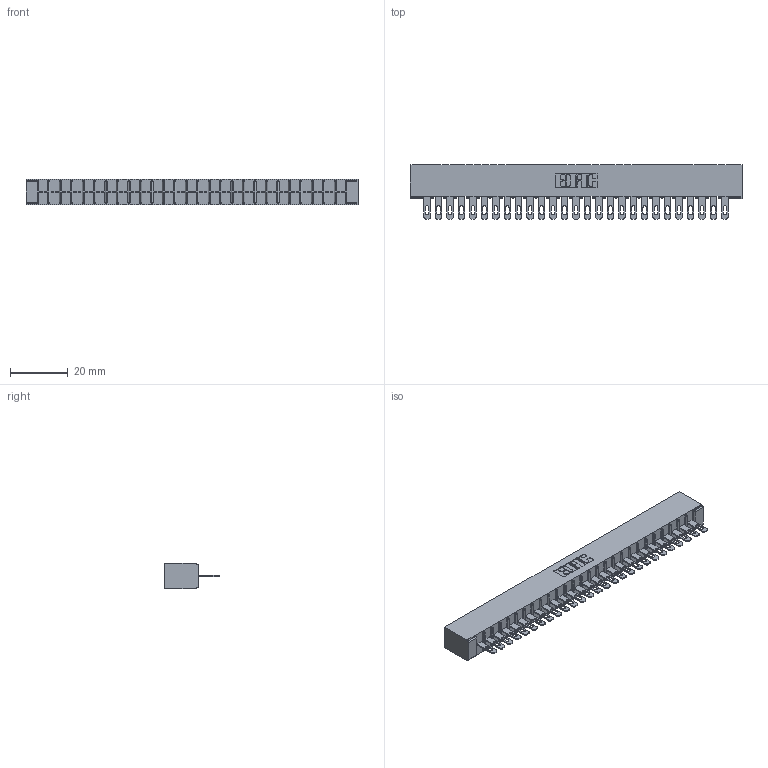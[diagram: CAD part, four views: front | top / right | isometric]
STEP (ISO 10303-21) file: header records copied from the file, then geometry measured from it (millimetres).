
FILE_DESCRIPTION (( 'STEP AP203' ), '1' );
FILE_NAME ('316-027-500-101.STEP', '2018-07-31T02:40:14', ( '' ), ( '' ), 'SwSTEP 2.0', 'SolidWorks 2016', '' );
FILE_SCHEMA (( 'CONFIG_CONTROL_DESIGN' ));
Length unit declared in the file: inch
Products named in the file (3): 306 Part_No Mounting; 306-290-001_100; 316-027-500-101
Assembly tree (28 placements, depth 2):
  316-027-500-101
    306 Part_No Mounting
    306-290-001_100  x27
Bounding box: 114.86 x 18.87 x 8.71 mm (x, y, z)
Volume: 8245 mm3; surface area: 13026.6 mm2
Topology: 28 solids, 28 shells, 2160 faces, 6097 edges, 3918 vertices
Faces by surface type: plane 1414, cylinder 638, sphere 108
Entity records: 27008 total; most frequent: CARTESIAN_POINT 4532, ORIENTED_EDGE 4490, DIRECTION 4471, EDGE_CURVE 2245, LINE 1749, VECTOR 1749, VERTEX_POINT 1422, AXIS2_PLACEMENT_3D 1361
